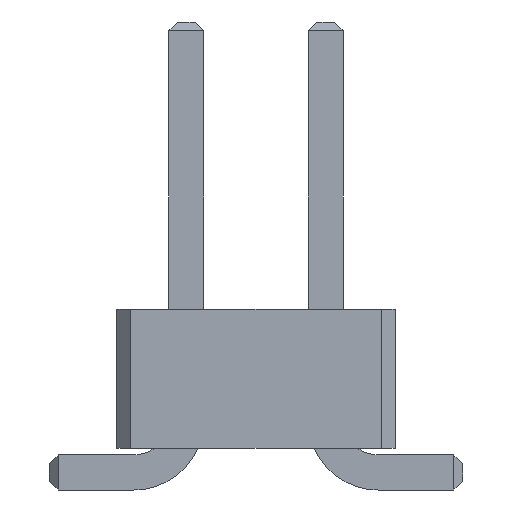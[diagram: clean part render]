
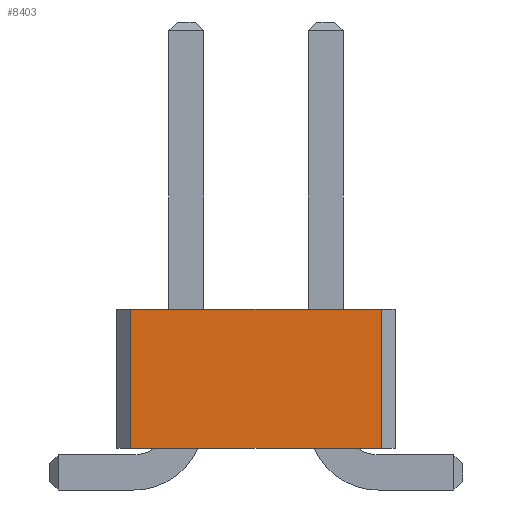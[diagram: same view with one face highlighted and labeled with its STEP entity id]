
A CAD part, front view. The second image highlights one B-rep face of the part: STEP entity #8403.
In plain terms, the highlighted planar face has unit normal (0, -1, 0).
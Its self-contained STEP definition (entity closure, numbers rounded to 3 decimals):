
#671 = VERTEX_POINT('',#672);
#672 = CARTESIAN_POINT('',(2.286,-31.75,0.76));
#678 = EDGE_CURVE('',#679,#671,#681,.T.);
#679 = VERTEX_POINT('',#680);
#680 = CARTESIAN_POINT('',(-2.286,-31.75,0.76));
#681 = LINE('',#682,#683);
#682 = CARTESIAN_POINT('',(-2.54,-31.75,0.76));
#683 = VECTOR('',#684,1.);
#684 = DIRECTION('',(1.,0.,0.));
#3611 = VERTEX_POINT('',#3612);
#3612 = CARTESIAN_POINT('',(-2.286,-31.75,3.3));
#3618 = EDGE_CURVE('',#3611,#3619,#3621,.T.);
#3619 = VERTEX_POINT('',#3620);
#3620 = CARTESIAN_POINT('',(2.286,-31.75,3.3));
#3621 = LINE('',#3622,#3623);
#3622 = CARTESIAN_POINT('',(-2.54,-31.75,3.3));
#3623 = VECTOR('',#3624,1.);
#3624 = DIRECTION('',(1.,0.,0.));
#8393 = EDGE_CURVE('',#679,#3611,#8394,.T.);
#8394 = LINE('',#8395,#8396);
#8395 = CARTESIAN_POINT('',(-2.286,-31.75,0.76));
#8396 = VECTOR('',#8397,1.);
#8397 = DIRECTION('',(0.,0.,1.));
#8403 = ADVANCED_FACE('',(#8404),#8415,.F.);
#8404 = FACE_BOUND('',#8405,.F.);
#8405 = EDGE_LOOP('',(#8406,#8407,#8408,#8409));
#8406 = ORIENTED_EDGE('',*,*,#678,.F.);
#8407 = ORIENTED_EDGE('',*,*,#8393,.T.);
#8408 = ORIENTED_EDGE('',*,*,#3618,.T.);
#8409 = ORIENTED_EDGE('',*,*,#8410,.F.);
#8410 = EDGE_CURVE('',#671,#3619,#8411,.T.);
#8411 = LINE('',#8412,#8413);
#8412 = CARTESIAN_POINT('',(2.286,-31.75,0.76));
#8413 = VECTOR('',#8414,1.);
#8414 = DIRECTION('',(0.,0.,1.));
#8415 = PLANE('',#8416);
#8416 = AXIS2_PLACEMENT_3D('',#8417,#8418,#8419);
#8417 = CARTESIAN_POINT('',(-2.54,-31.75,0.76));
#8418 = DIRECTION('',(0.,1.,0.));
#8419 = DIRECTION('',(1.,0.,0.));
